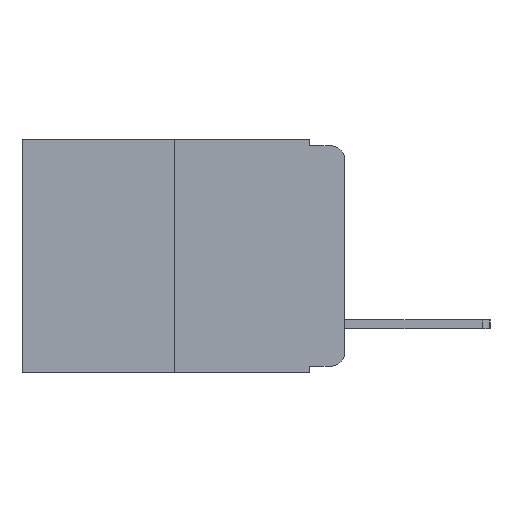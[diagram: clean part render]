
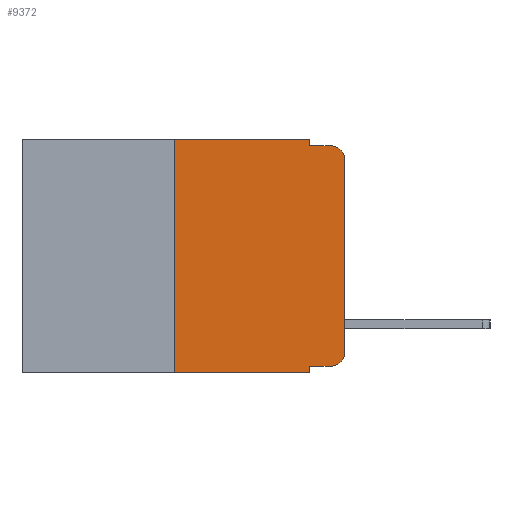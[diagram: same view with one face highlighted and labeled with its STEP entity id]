
A CAD part, left-side view. The second image highlights one B-rep face of the part: STEP entity #9372.
In plain terms, the highlighted planar face has unit normal (-1, 0, 0).
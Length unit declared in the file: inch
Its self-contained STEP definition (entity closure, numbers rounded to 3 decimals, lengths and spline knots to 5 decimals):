
#629 = EDGE_CURVE ( 'NONE', #2135, #17305, #3182, .T. ) ;
#889 = PLANE ( 'NONE',  #11263 ) ;
#1359 = DIRECTION ( 'NONE',  ( 0., -1., 0. ) ) ;
#1395 = DIRECTION ( 'NONE',  ( 0., 0., 1. ) ) ;
#1598 = CARTESIAN_POINT ( 'NONE',  ( 0., 0.051, 0. ) ) ;
#1599 = EDGE_CURVE ( 'NONE', #13196, #17305, #6483, .T. ) ;
#1687 = VERTEX_POINT ( 'NONE', #15065 ) ;
#2135 = VERTEX_POINT ( 'NONE', #9080 ) ;
#2167 = DIRECTION ( 'NONE',  ( -1., 0., 0. ) ) ;
#2238 = LINE ( 'NONE', #1598, #9248 ) ;
#2556 = EDGE_CURVE ( 'NONE', #6151, #13196, #13058, .T. ) ;
#2596 = CARTESIAN_POINT ( 'NONE',  ( 0., 0., -0.313 ) ) ;
#3041 = DIRECTION ( 'NONE',  ( 0., 0., -1. ) ) ;
#3182 = LINE ( 'NONE', #10502, #17299 ) ;
#3599 = FACE_OUTER_BOUND ( 'NONE', #10495, .T. ) ;
#3971 = VERTEX_POINT ( 'NONE', #9658 ) ;
#4154 = DIRECTION ( 'NONE',  ( 0., -1., 0. ) ) ;
#4626 = VECTOR ( 'NONE', #6857, 39.37008 ) ;
#5217 = CARTESIAN_POINT ( 'NONE',  ( 0., 0., 0. ) ) ;
#5324 = VECTOR ( 'NONE', #1395, 39.37008 ) ;
#6151 = VERTEX_POINT ( 'NONE', #2596 ) ;
#6235 = AXIS2_PLACEMENT_3D ( 'NONE', #15870, #16073, #16696 ) ;
#6483 = CIRCLE ( 'NONE', #6235, 0.02 ) ;
#6508 = LINE ( 'NONE', #6631, #13338 ) ;
#6565 = ORIENTED_EDGE ( 'NONE', *, *, #2556, .T. ) ;
#6630 = CARTESIAN_POINT ( 'NONE',  ( 0., 0.473, 0. ) ) ;
#6631 = CARTESIAN_POINT ( 'NONE',  ( 0., 0.25, 0. ) ) ;
#6857 = DIRECTION ( 'NONE',  ( 0., 0., -1. ) ) ;
#6952 = AXIS2_PLACEMENT_3D ( 'NONE', #10526, #2167, #11904 ) ;
#6993 = ORIENTED_EDGE ( 'NONE', *, *, #17585, .F. ) ;
#7454 = ORIENTED_EDGE ( 'NONE', *, *, #16251, .F. ) ;
#8013 = DIRECTION ( 'NONE',  ( 0., 0., -1. ) ) ;
#8014 = DIRECTION ( 'NONE',  ( 0., 0., 1. ) ) ;
#8062 = CARTESIAN_POINT ( 'NONE',  ( 0., 0.051, 0. ) ) ;
#8138 = VERTEX_POINT ( 'NONE', #14122 ) ;
#8275 = ORIENTED_EDGE ( 'NONE', *, *, #12213, .T. ) ;
#8306 = CARTESIAN_POINT ( 'NONE',  ( 0., 0.473, -0.343 ) ) ;
#8460 = VERTEX_POINT ( 'NONE', #8062 ) ;
#9080 = CARTESIAN_POINT ( 'NONE',  ( 0., 0.051, -0.01 ) ) ;
#9248 = VECTOR ( 'NONE', #3041, 39.37008 ) ;
#9372 = ADVANCED_FACE ( 'NONE', ( #3599 ), #889, .F. ) ;
#9414 = LINE ( 'NONE', #8306, #16174 ) ;
#9471 = VECTOR ( 'NONE', #13264, 39.37008 ) ;
#9658 = CARTESIAN_POINT ( 'NONE',  ( 0., 0.02, -0.333 ) ) ;
#9732 = CARTESIAN_POINT ( 'NONE',  ( 0., 0.473, 0. ) ) ;
#10148 = LINE ( 'NONE', #9732, #13771 ) ;
#10187 = ORIENTED_EDGE ( 'NONE', *, *, #1599, .T. ) ;
#10489 = DIRECTION ( 'NONE',  ( 0., -1., 0. ) ) ;
#10495 = EDGE_LOOP ( 'NONE', ( #6565, #10187, #17342, #6993, #7454, #11045, #14630, #11488, #15055, #8275 ) ) ;
#10502 = CARTESIAN_POINT ( 'NONE',  ( 0., 0.051, -0.01 ) ) ;
#10526 = CARTESIAN_POINT ( 'NONE',  ( 0., 0.02, -0.313 ) ) ;
#10576 = CARTESIAN_POINT ( 'NONE',  ( 0., 0.051, -0.333 ) ) ;
#10598 = VERTEX_POINT ( 'NONE', #14093 ) ;
#11045 = ORIENTED_EDGE ( 'NONE', *, *, #16686, .F. ) ;
#11263 = AXIS2_PLACEMENT_3D ( 'NONE', #6630, #16100, #8013 ) ;
#11488 = ORIENTED_EDGE ( 'NONE', *, *, #14019, .F. ) ;
#11904 = DIRECTION ( 'NONE',  ( 0., 0., -1. ) ) ;
#11964 = LINE ( 'NONE', #15159, #4626 ) ;
#12077 = CARTESIAN_POINT ( 'NONE',  ( 0., 0., -0.03 ) ) ;
#12213 = EDGE_CURVE ( 'NONE', #3971, #6151, #17520, .T. ) ;
#12568 = CARTESIAN_POINT ( 'NONE',  ( 0., 0.051, -0.333 ) ) ;
#12693 = LINE ( 'NONE', #10576, #9471 ) ;
#12825 = VERTEX_POINT ( 'NONE', #12568 ) ;
#13058 = LINE ( 'NONE', #5217, #5324 ) ;
#13122 = EDGE_CURVE ( 'NONE', #12825, #3971, #12693, .T. ) ;
#13196 = VERTEX_POINT ( 'NONE', #12077 ) ;
#13264 = DIRECTION ( 'NONE',  ( 0., -1., 0. ) ) ;
#13338 = VECTOR ( 'NONE', #8014, 39.37008 ) ;
#13359 = EDGE_CURVE ( 'NONE', #10598, #1687, #9414, .T. ) ;
#13771 = VECTOR ( 'NONE', #1359, 39.37008 ) ;
#14019 = EDGE_CURVE ( 'NONE', #12825, #1687, #11964, .T. ) ;
#14093 = CARTESIAN_POINT ( 'NONE',  ( 0., 0.25, -0.343 ) ) ;
#14122 = CARTESIAN_POINT ( 'NONE',  ( 0., 0.25, 0. ) ) ;
#14630 = ORIENTED_EDGE ( 'NONE', *, *, #13359, .T. ) ;
#15055 = ORIENTED_EDGE ( 'NONE', *, *, #13122, .T. ) ;
#15065 = CARTESIAN_POINT ( 'NONE',  ( 0., 0.051, -0.343 ) ) ;
#15159 = CARTESIAN_POINT ( 'NONE',  ( 0., 0.051, 0. ) ) ;
#15870 = CARTESIAN_POINT ( 'NONE',  ( 0., 0.02, -0.03 ) ) ;
#16042 = CARTESIAN_POINT ( 'NONE',  ( 0., 0.02, -0.01 ) ) ;
#16073 = DIRECTION ( 'NONE',  ( -1., 0., 0. ) ) ;
#16100 = DIRECTION ( 'NONE',  ( 1., 0., 0. ) ) ;
#16174 = VECTOR ( 'NONE', #4154, 39.37008 ) ;
#16251 = EDGE_CURVE ( 'NONE', #8138, #8460, #10148, .T. ) ;
#16686 = EDGE_CURVE ( 'NONE', #10598, #8138, #6508, .T. ) ;
#16696 = DIRECTION ( 'NONE',  ( 0., 0., -1. ) ) ;
#17299 = VECTOR ( 'NONE', #10489, 39.37008 ) ;
#17305 = VERTEX_POINT ( 'NONE', #16042 ) ;
#17342 = ORIENTED_EDGE ( 'NONE', *, *, #629, .F. ) ;
#17520 = CIRCLE ( 'NONE', #6952, 0.02 ) ;
#17585 = EDGE_CURVE ( 'NONE', #8460, #2135, #2238, .T. ) ;
